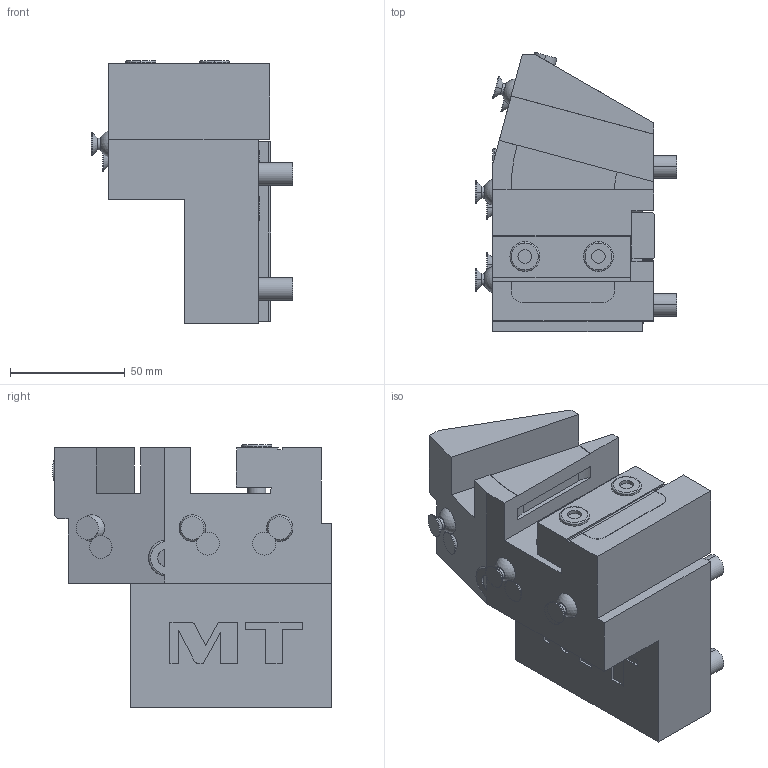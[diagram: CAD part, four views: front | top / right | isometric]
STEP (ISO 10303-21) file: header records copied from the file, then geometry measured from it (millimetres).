
FILE_DESCRIPTION((''),'2;1');
FILE_NAME('NKM1892010_CONF','2023-06-23T14:31:29',('gvalli'),('M.T. srl'),'CREO PARAMETRIC BY PTC INC, 2021072','CREO PARAMETRIC BY PTC INC, 2021072','');
FILE_SCHEMA(('CONFIG_CONTROL_DESIGN'));
Length unit declared in the file: millimetre
Products named in the file (1): NKM1892010_CONF
Bounding box: 87.55 x 121.31 x 114.35 mm (x, y, z)
Volume: 495575 mm3; surface area: 58383 mm2
Topology: 1 solids, 1 shells, 206 faces, 524 edges, 343 vertices
Faces by surface type: plane 117, cylinder 59, torus 13, cone 12, sphere 3, extrusion 2
Entity records: 6411 total; most frequent: CARTESIAN_POINT 1226, DIRECTION 1087, ORIENTED_EDGE 1048, EDGE_CURVE 524, AXIS2_PLACEMENT_3D 370, VECTOR 347, LINE 345, VERTEX_POINT 343
